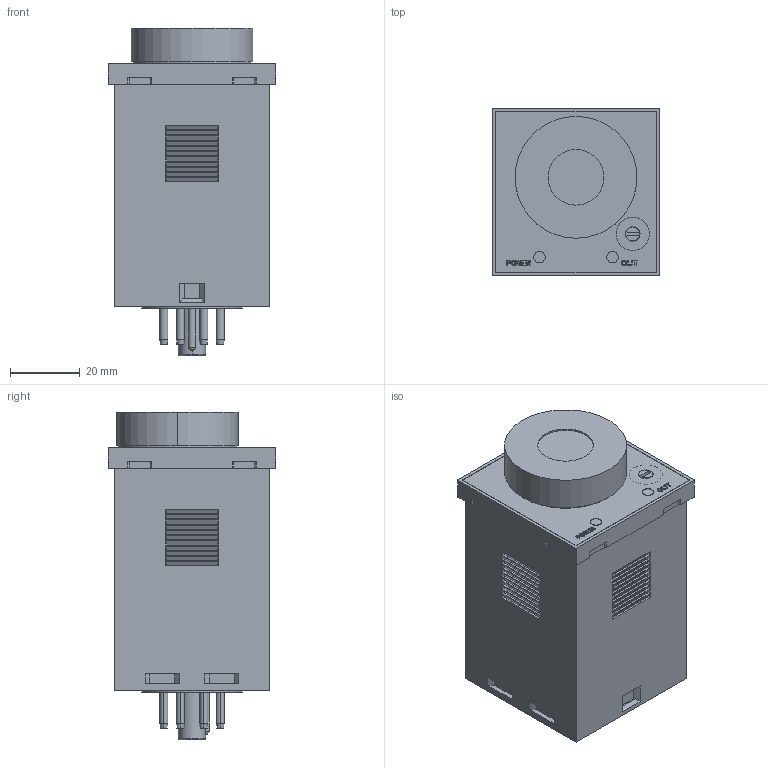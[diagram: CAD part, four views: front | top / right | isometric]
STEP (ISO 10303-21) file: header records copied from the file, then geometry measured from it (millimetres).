
FILE_DESCRIPTION (( 'STEP AP214' ), '1' );
FILE_NAME ('GE1A-[B][C]$$$$$$$.STEP', '2021-05-21T02:18:47', ( 'IDEC' ), ( 'IDEC' ), 'SwSTEP 2.0', 'SolidWorks 2019', '' );
FILE_SCHEMA (( 'AUTOMOTIVE_DESIGN' ));
Length unit declared in the file: millimetre
Products named in the file (1): GE1A-[B][C]$$$$$$$
Bounding box: 48 x 48 x 94.2 mm (x, y, z)
Volume: 151704.1 mm3; surface area: 24000.6 mm2
Topology: 1 solids, 1 shells, 1440 faces, 4061 edges, 2699 vertices
Faces by surface type: plane 1366, cylinder 54, cone 16, bspline 4
Entity records: 46912 total; most frequent: CARTESIAN_POINT 8289, ORIENTED_EDGE 8118, DIRECTION 7073, EDGE_CURVE 4059, LINE 3907, VECTOR 3907, VERTEX_POINT 2699, AXIS2_PLACEMENT_3D 1583
